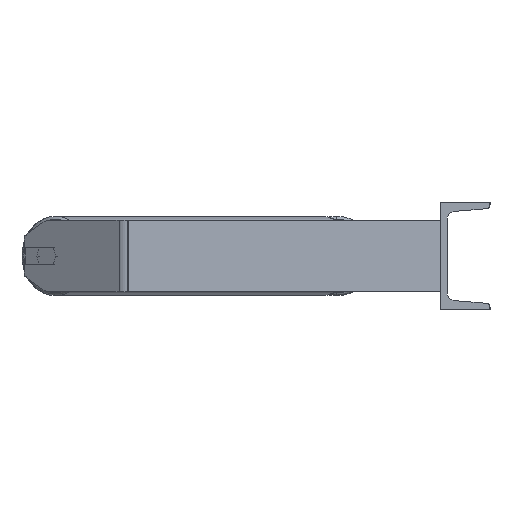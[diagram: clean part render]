
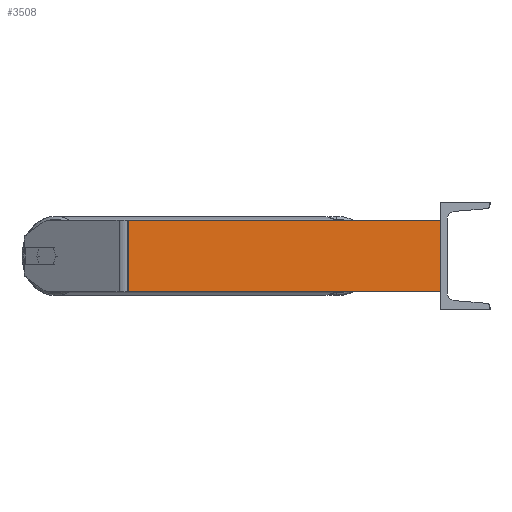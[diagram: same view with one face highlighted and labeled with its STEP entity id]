
A CAD part, left-side view. The second image highlights one B-rep face of the part: STEP entity #3508.
In plain terms, the highlighted planar face has unit normal (-0.996, -0.087, 0).
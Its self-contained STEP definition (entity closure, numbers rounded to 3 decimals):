
#100 = VECTOR ( 'NONE', #195, 1000. ) ;
#143 = VERTEX_POINT ( 'NONE', #7886 ) ;
#195 = DIRECTION ( 'NONE',  ( 0., 0., -1. ) ) ;
#464 = LINE ( 'NONE', #3855, #5625 ) ;
#620 = DIRECTION ( 'NONE',  ( 0., 0., -1. ) ) ;
#1287 = LINE ( 'NONE', #2103, #4545 ) ;
#1509 = EDGE_LOOP ( 'NONE', ( #2477, #5904, #5948, #3679 ) ) ;
#1760 = FACE_OUTER_BOUND ( 'NONE', #1509, .T. ) ;
#2075 = EDGE_CURVE ( 'NONE', #7215, #143, #8412, .T. ) ;
#2103 = CARTESIAN_POINT ( 'NONE',  ( -816.146, 356.005, 40. ) ) ;
#2477 = ORIENTED_EDGE ( 'NONE', *, *, #6489, .T. ) ;
#2619 = CARTESIAN_POINT ( 'NONE',  ( -785., 0., -40. ) ) ;
#2705 = PLANE ( 'NONE',  #3770 ) ;
#3375 = CARTESIAN_POINT ( 'NONE',  ( -815.639, 350.204, 40. ) ) ;
#3508 = ADVANCED_FACE ( 'NONE', ( #1760 ), #2705, .F. ) ;
#3656 = LINE ( 'NONE', #6486, #100 ) ;
#3679 = ORIENTED_EDGE ( 'NONE', *, *, #2075, .T. ) ;
#3770 = AXIS2_PLACEMENT_3D ( 'NONE', #5918, #6630, #3781 ) ;
#3781 = DIRECTION ( 'NONE',  ( -0.087, 0.996, 0. ) ) ;
#3855 = CARTESIAN_POINT ( 'NONE',  ( -816.146, 356.005, -40. ) ) ;
#4545 = VECTOR ( 'NONE', #5592, 1000. ) ;
#4835 = EDGE_CURVE ( 'NONE', #7215, #8697, #1287, .T. ) ;
#4836 = CARTESIAN_POINT ( 'NONE',  ( -785., 0., 40. ) ) ;
#5592 = DIRECTION ( 'NONE',  ( 0.087, -0.996, 0. ) ) ;
#5625 = VECTOR ( 'NONE', #8271, 1000. ) ;
#5819 = EDGE_CURVE ( 'NONE', #8697, #8032, #3656, .T. ) ;
#5838 = VECTOR ( 'NONE', #620, 1000. ) ;
#5904 = ORIENTED_EDGE ( 'NONE', *, *, #5819, .F. ) ;
#5918 = CARTESIAN_POINT ( 'NONE',  ( -816.146, 356.005, 40. ) ) ;
#5948 = ORIENTED_EDGE ( 'NONE', *, *, #4835, .F. ) ;
#6486 = CARTESIAN_POINT ( 'NONE',  ( -785., 0., 40. ) ) ;
#6489 = EDGE_CURVE ( 'NONE', #143, #8032, #464, .T. ) ;
#6630 = DIRECTION ( 'NONE',  ( 0.996, 0.087, 0. ) ) ;
#7215 = VERTEX_POINT ( 'NONE', #3375 ) ;
#7886 = CARTESIAN_POINT ( 'NONE',  ( -815.639, 350.204, -40. ) ) ;
#8032 = VERTEX_POINT ( 'NONE', #2619 ) ;
#8271 = DIRECTION ( 'NONE',  ( 0.087, -0.996, 0. ) ) ;
#8372 = CARTESIAN_POINT ( 'NONE',  ( -815.639, 350.204, 40. ) ) ;
#8412 = LINE ( 'NONE', #8372, #5838 ) ;
#8697 = VERTEX_POINT ( 'NONE', #4836 ) ;
